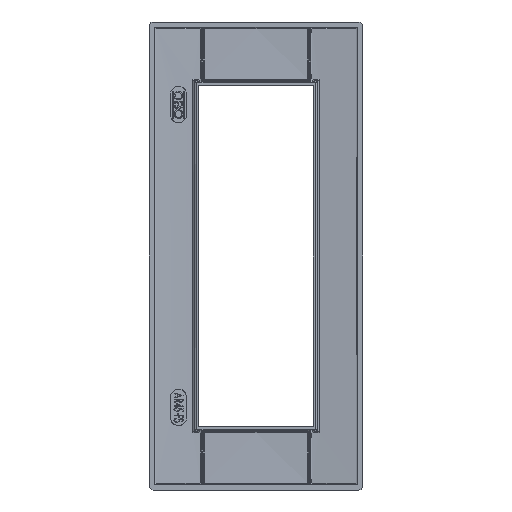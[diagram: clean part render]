
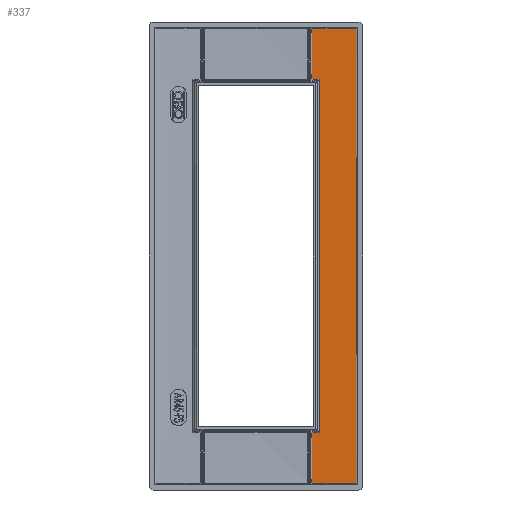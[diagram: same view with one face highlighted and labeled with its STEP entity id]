
A CAD part, front view. The second image highlights one B-rep face of the part: STEP entity #337.
In plain terms, the highlighted free-form (B-spline) face has degree [1, 2] with [2, 9] control points.
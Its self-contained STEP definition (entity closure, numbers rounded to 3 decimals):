
#337=ADVANCED_FACE('',(#664),#4946,.T.);
#664=FACE_OUTER_BOUND('',#1013,.T.);
#1013=EDGE_LOOP('',(#2445,#2446,#2447,#2448,#2449,#2450,#2451,#2452,#2453,
#2454));
#2445=ORIENTED_EDGE('',*,*,#3122,.F.);
#2446=ORIENTED_EDGE('',*,*,#3438,.T.);
#2447=ORIENTED_EDGE('',*,*,#3127,.F.);
#2448=ORIENTED_EDGE('',*,*,#3437,.T.);
#2449=ORIENTED_EDGE('',*,*,#3113,.F.);
#2450=ORIENTED_EDGE('',*,*,#3099,.F.);
#2451=ORIENTED_EDGE('',*,*,#3080,.F.);
#2452=ORIENTED_EDGE('',*,*,#3079,.F.);
#2453=ORIENTED_EDGE('',*,*,#3096,.F.);
#2454=ORIENTED_EDGE('',*,*,#3436,.T.);
#3079=EDGE_CURVE('',#4655,#4652,#3622,.T.);
#3080=EDGE_CURVE('',#4652,#4656,#3983,.T.);
#3096=EDGE_CURVE('',#4660,#4655,#3991,.T.);
#3099=EDGE_CURVE('',#4656,#4663,#3633,.T.);
#3113=EDGE_CURVE('',#4663,#4666,#3998,.T.);
#3122=EDGE_CURVE('',#4669,#4668,#3645,.T.);
#3127=EDGE_CURVE('',#4670,#4671,#3650,.T.);
#3436=EDGE_CURVE('',#4660,#4668,#3676,.T.);
#3437=EDGE_CURVE('',#4670,#4666,#3677,.T.);
#3438=EDGE_CURVE('',#4669,#4671,#4286,.T.);
#3622=(
BOUNDED_CURVE()
B_SPLINE_CURVE(3,(#13265,#13266,#13267,#13268),.UNSPECIFIED.,.F.,.F.)
B_SPLINE_CURVE_WITH_KNOTS((4,4),(-6.208,-6.149),
 .UNSPECIFIED.)
CURVE()
GEOMETRIC_REPRESENTATION_ITEM()
RATIONAL_B_SPLINE_CURVE((1.,1.,1.,1.))
REPRESENTATION_ITEM('')
);
#3633=(
BOUNDED_CURVE()
B_SPLINE_CURVE(3,(#13334,#13335,#13336,#13337),.UNSPECIFIED.,.F.,.F.)
B_SPLINE_CURVE_WITH_KNOTS((4,4),(-3.276,-3.216),
 .UNSPECIFIED.)
CURVE()
GEOMETRIC_REPRESENTATION_ITEM()
RATIONAL_B_SPLINE_CURVE((1.,1.,1.,1.))
REPRESENTATION_ITEM('')
);
#3645=(
BOUNDED_CURVE()
B_SPLINE_CURVE(3,(#13437,#13438,#13439,#13440),.UNSPECIFIED.,.F.,.F.)
B_SPLINE_CURVE_WITH_KNOTS((4,4),(-0.001,0.),
 .UNSPECIFIED.)
CURVE()
GEOMETRIC_REPRESENTATION_ITEM()
RATIONAL_B_SPLINE_CURVE((1.,1.,1.,1.))
REPRESENTATION_ITEM('')
);
#3650=(
BOUNDED_CURVE()
B_SPLINE_CURVE(3,(#13457,#13458,#13459,#13460),.UNSPECIFIED.,.F.,.F.)
B_SPLINE_CURVE_WITH_KNOTS((4,4),(-0.001,0.),
 .UNSPECIFIED.)
CURVE()
GEOMETRIC_REPRESENTATION_ITEM()
RATIONAL_B_SPLINE_CURVE((1.,1.,1.,1.))
REPRESENTATION_ITEM('')
);
#3676=(
BOUNDED_CURVE()
B_SPLINE_CURVE(3,(#15116,#15117,#15118,#15119),.UNSPECIFIED.,.F.,.F.)
B_SPLINE_CURVE_WITH_KNOTS((4,4),(-2.316,0.),.UNSPECIFIED.)
CURVE()
GEOMETRIC_REPRESENTATION_ITEM()
RATIONAL_B_SPLINE_CURVE((1.,1.,1.,1.))
REPRESENTATION_ITEM('')
);
#3677=(
BOUNDED_CURVE()
B_SPLINE_CURVE(3,(#15120,#15121,#15122,#15123),.UNSPECIFIED.,.F.,.F.)
B_SPLINE_CURVE_WITH_KNOTS((4,4),(-2.316,0.),.UNSPECIFIED.)
CURVE()
GEOMETRIC_REPRESENTATION_ITEM()
RATIONAL_B_SPLINE_CURVE((1.,1.,1.,1.))
REPRESENTATION_ITEM('')
);
#3983=B_SPLINE_CURVE_WITH_KNOTS('',1,(#13269,#13270),.UNSPECIFIED.,.F.,
 .F.,(2,2),(-180.284,0.),.UNSPECIFIED.);
#3991=B_SPLINE_CURVE_WITH_KNOTS('',1,(#13326,#13327),.UNSPECIFIED.,.F.,
 .F.,(2,2),(-20.107,0.),.UNSPECIFIED.);
#3998=B_SPLINE_CURVE_WITH_KNOTS('',1,(#13401,#13402),.UNSPECIFIED.,.F.,
 .F.,(2,2),(-20.107,0.),.UNSPECIFIED.);
#4286=B_SPLINE_CURVE_WITH_KNOTS('',1,(#15124,#15125),.UNSPECIFIED.,.F.,
 .F.,(2,2),(0.,139.993),.UNSPECIFIED.);
#4652=VERTEX_POINT('',#11020);
#4655=VERTEX_POINT('',#11023);
#4656=VERTEX_POINT('',#11024);
#4660=VERTEX_POINT('',#11028);
#4663=VERTEX_POINT('',#11031);
#4666=VERTEX_POINT('',#11034);
#4668=VERTEX_POINT('',#11036);
#4669=VERTEX_POINT('',#11037);
#4670=VERTEX_POINT('',#11038);
#4671=VERTEX_POINT('',#11039);
#4946=(
BOUNDED_SURFACE()
B_SPLINE_SURFACE(1,2,((#10295,#10296,#10297,#10298,#10299,#10300,#10301,
#10302,#10303),(#10304,#10305,#10306,#10307,#10308,#10309,#10310,#10311,
#10312)),.UNSPECIFIED.,.F.,.F.,.F.)
B_SPLINE_SURFACE_WITH_KNOTS((2,2),(3,2,2,2,3),(0.,216.341),(0.,
465.437,930.875,1396.312,1861.75),
 .UNSPECIFIED.)
GEOMETRIC_REPRESENTATION_ITEM()
RATIONAL_B_SPLINE_SURFACE(((1.,0.707,1.,0.707,1.,
0.707,1.,0.707,1.),(1.,0.707,1.,0.707,
1.,0.707,1.,0.707,1.)))
REPRESENTATION_ITEM('')
SURFACE()
);
#10295=CARTESIAN_POINT('',(-296.307,-289.807,108.17));
#10296=CARTESIAN_POINT('',(-296.307,6.5,108.17));
#10297=CARTESIAN_POINT('',(0.,6.5,108.17));
#10298=CARTESIAN_POINT('',(296.307,6.5,108.17));
#10299=CARTESIAN_POINT('',(296.307,-289.807,108.17));
#10300=CARTESIAN_POINT('',(296.307,-586.113,108.17));
#10301=CARTESIAN_POINT('',(0.,-586.113,108.17));
#10302=CARTESIAN_POINT('',(-296.307,-586.113,108.17));
#10303=CARTESIAN_POINT('',(-296.307,-289.807,108.17));
#10304=CARTESIAN_POINT('',(-296.307,-289.807,-108.17));
#10305=CARTESIAN_POINT('',(-296.307,6.5,-108.17));
#10306=CARTESIAN_POINT('',(0.,6.5,-108.17));
#10307=CARTESIAN_POINT('',(296.307,6.5,-108.17));
#10308=CARTESIAN_POINT('',(296.307,-289.807,-108.17));
#10309=CARTESIAN_POINT('',(296.307,-586.113,-108.17));
#10310=CARTESIAN_POINT('',(0.,-586.113,-108.17));
#10311=CARTESIAN_POINT('',(-296.307,-586.113,-108.17));
#10312=CARTESIAN_POINT('',(-296.307,-289.807,-108.17));
#11020=CARTESIAN_POINT('',(39.709,3.827,90.142));
#11023=CARTESIAN_POINT('',(22.14,5.672,90.11));
#11024=CARTESIAN_POINT('',(39.709,3.827,-90.142));
#11028=CARTESIAN_POINT('',(22.14,5.672,70.003));
#11031=CARTESIAN_POINT('',(22.14,5.672,-90.11));
#11034=CARTESIAN_POINT('',(22.14,5.672,-70.003));
#11036=CARTESIAN_POINT('',(24.449,5.49,70.));
#11037=CARTESIAN_POINT('',(25.041,5.44,69.997));
#11038=CARTESIAN_POINT('',(24.449,5.49,-70.));
#11039=CARTESIAN_POINT('',(25.041,5.44,-69.997));
#13265=CARTESIAN_POINT('',(22.14,5.672,90.11));
#13266=CARTESIAN_POINT('',(28.013,5.232,90.117));
#13267=CARTESIAN_POINT('',(33.873,4.616,90.128));
#13268=CARTESIAN_POINT('',(39.709,3.827,90.142));
#13269=CARTESIAN_POINT('',(39.709,3.827,90.142));
#13270=CARTESIAN_POINT('',(39.709,3.827,-90.142));
#13326=CARTESIAN_POINT('',(22.14,5.672,70.003));
#13327=CARTESIAN_POINT('',(22.14,5.672,90.11));
#13334=CARTESIAN_POINT('',(39.709,3.827,-90.142));
#13335=CARTESIAN_POINT('',(33.873,4.616,-90.128));
#13336=CARTESIAN_POINT('',(28.013,5.232,-90.117));
#13337=CARTESIAN_POINT('',(22.14,5.672,-90.11));
#13401=CARTESIAN_POINT('',(22.14,5.672,-90.11));
#13402=CARTESIAN_POINT('',(22.14,5.672,-70.003));
#13437=CARTESIAN_POINT('',(25.041,5.44,69.997));
#13438=CARTESIAN_POINT('',(24.844,5.457,69.999));
#13439=CARTESIAN_POINT('',(24.647,5.473,70.));
#13440=CARTESIAN_POINT('',(24.449,5.49,70.));
#13457=CARTESIAN_POINT('',(24.449,5.49,-70.));
#13458=CARTESIAN_POINT('',(24.647,5.473,-70.));
#13459=CARTESIAN_POINT('',(24.844,5.457,-69.999));
#13460=CARTESIAN_POINT('',(25.041,5.44,-69.997));
#15116=CARTESIAN_POINT('',(22.14,5.672,70.003));
#15117=CARTESIAN_POINT('',(22.91,5.614,70.002));
#15118=CARTESIAN_POINT('',(23.68,5.553,70.001));
#15119=CARTESIAN_POINT('',(24.449,5.49,70.));
#15120=CARTESIAN_POINT('',(24.449,5.49,-70.));
#15121=CARTESIAN_POINT('',(23.68,5.553,-70.001));
#15122=CARTESIAN_POINT('',(22.91,5.614,-70.002));
#15123=CARTESIAN_POINT('',(22.14,5.672,-70.003));
#15124=CARTESIAN_POINT('',(25.041,5.44,69.997));
#15125=CARTESIAN_POINT('',(25.041,5.44,-69.997));
